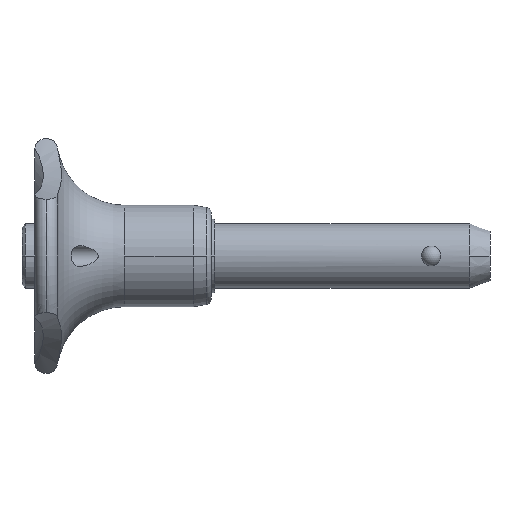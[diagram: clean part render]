
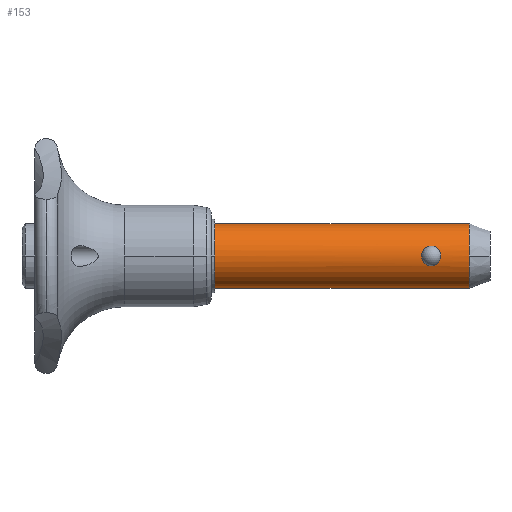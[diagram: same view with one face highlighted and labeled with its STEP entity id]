
A CAD part, left-side view. The second image highlights one B-rep face of the part: STEP entity #153.
In plain terms, the highlighted cylindrical face has radius 3.969 mm (diameter 7.938 mm), a partial arc.
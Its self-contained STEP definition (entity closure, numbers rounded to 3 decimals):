
#153=ADVANCED_FACE('',(#319,#320),#321,.T.);
#319=FACE_OUTER_BOUND('',#491,.T.);
#320=FACE_BOUND('',#492,.T.);
#321=CYLINDRICAL_SURFACE('',#493,3.969);
#491=EDGE_LOOP('',(#928,#929,#930,#931,#932));
#492=EDGE_LOOP('',(#933,#934));
#493=AXIS2_PLACEMENT_3D('',#935,#936,#937);
#928=ORIENTED_EDGE('',*,*,#1212,.F.);
#929=ORIENTED_EDGE('',*,*,#1238,.T.);
#930=ORIENTED_EDGE('',*,*,#1086,.T.);
#931=ORIENTED_EDGE('',*,*,#1213,.F.);
#932=ORIENTED_EDGE('',*,*,#1159,.F.);
#933=ORIENTED_EDGE('',*,*,#1079,.T.);
#934=ORIENTED_EDGE('',*,*,#1080,.T.);
#935=CARTESIAN_POINT('',(0.,-16.891,0.0));
#936=DIRECTION('',(0.,1.0,0.0));
#937=DIRECTION('',(0.0,0.0,-1.0));
#1079=EDGE_CURVE('',#1302,#1303,#1304,.T.);
#1080=EDGE_CURVE('',#1303,#1302,#1305,.T.);
#1086=EDGE_CURVE('',#1308,#1314,#1316,.T.);
#1159=EDGE_CURVE('',#1443,#1444,#1445,.T.);
#1212=EDGE_CURVE('',#1516,#1443,#1517,.T.);
#1213=EDGE_CURVE('',#1444,#1314,#1518,.T.);
#1238=EDGE_CURVE('',#1516,#1308,#1544,.T.);
#1302=VERTEX_POINT('',#1828);
#1303=VERTEX_POINT('',#1829);
#1304=B_SPLINE_CURVE_WITH_KNOTS('',3,(#1830,#1831,#1832,#1833,#1834,#1835,#1836,#1837,#1838,#1839,#1840,#1841,#1842,#1843,#1844,#1845,#1846,#1847,#1848,#1849,#1850,#1851,#1852,#1853,#1854,#1855),.UNSPECIFIED.,.F.,.F.,(4,2,2,2,2,2,2,2,2,2,2,2,4),(0.0,0.401,0.802,0.988,1.174,1.485,1.795,2.106,2.416,2.603,2.789,3.19,3.59),.UNSPECIFIED.);
#1305=B_SPLINE_CURVE_WITH_KNOTS('',3,(#1856,#1857,#1858,#1859,#1860,#1861,#1862,#1863,#1864,#1865,#1866,#1867,#1868,#1869,#1870,#1871,#1872,#1873,#1874,#1875,#1876,#1877,#1878,#1879,#1880,#1881),.UNSPECIFIED.,.F.,.F.,(4,2,2,2,2,2,2,2,2,2,2,2,4),(3.59,3.991,4.392,4.578,4.764,5.075,5.386,5.696,6.007,6.193,6.379,6.78,7.181),.UNSPECIFIED.);
#1308=VERTEX_POINT('',#1884);
#1314=VERTEX_POINT('',#1892);
#1316=CIRCLE('',#1894,3.969);
#1443=VERTEX_POINT('',#2568);
#1444=VERTEX_POINT('',#2569);
#1445=CIRCLE('',#2570,3.969);
#1516=VERTEX_POINT('',#3216);
#1517=LINE('',#3217,#3218);
#1518=LINE('',#3219,#3220);
#1544=CIRCLE('',#3305,3.969);
#1828=CARTESIAN_POINT('',(-3.776,-26.564,1.222));
#1829=CARTESIAN_POINT('',(-3.776,-26.564,-1.222));
#1830=CARTESIAN_POINT('',(-3.776,-26.564,1.222));
#1831=CARTESIAN_POINT('',(-3.776,-26.697,1.222));
#1832=CARTESIAN_POINT('',(-3.784,-26.84,1.197));
#1833=CARTESIAN_POINT('',(-3.815,-27.104,1.095));
#1834=CARTESIAN_POINT('',(-3.837,-27.226,1.018));
#1835=CARTESIAN_POINT('',(-3.868,-27.369,0.889));
#1836=CARTESIAN_POINT('',(-3.879,-27.416,0.841));
#1837=CARTESIAN_POINT('',(-3.9,-27.499,0.736));
#1838=CARTESIAN_POINT('',(-3.911,-27.536,0.68));
#1839=CARTESIAN_POINT('',(-3.933,-27.617,0.536));
#1840=CARTESIAN_POINT('',(-3.947,-27.659,0.432));
#1841=CARTESIAN_POINT('',(-3.964,-27.715,0.216));
#1842=CARTESIAN_POINT('',(-3.969,-27.728,0.104));
#1843=CARTESIAN_POINT('',(-3.969,-27.728,-0.104));
#1844=CARTESIAN_POINT('',(-3.964,-27.715,-0.216));
#1845=CARTESIAN_POINT('',(-3.947,-27.659,-0.432));
#1846=CARTESIAN_POINT('',(-3.933,-27.617,-0.536));
#1847=CARTESIAN_POINT('',(-3.911,-27.536,-0.68));
#1848=CARTESIAN_POINT('',(-3.9,-27.499,-0.736));
#1849=CARTESIAN_POINT('',(-3.879,-27.416,-0.841));
#1850=CARTESIAN_POINT('',(-3.868,-27.369,-0.889));
#1851=CARTESIAN_POINT('',(-3.837,-27.226,-1.018));
#1852=CARTESIAN_POINT('',(-3.815,-27.104,-1.095));
#1853=CARTESIAN_POINT('',(-3.784,-26.84,-1.197));
#1854=CARTESIAN_POINT('',(-3.776,-26.697,-1.222));
#1855=CARTESIAN_POINT('',(-3.776,-26.564,-1.222));
#1856=CARTESIAN_POINT('',(-3.776,-26.564,-1.222));
#1857=CARTESIAN_POINT('',(-3.776,-26.43,-1.222));
#1858=CARTESIAN_POINT('',(-3.784,-26.288,-1.197));
#1859=CARTESIAN_POINT('',(-3.815,-26.024,-1.095));
#1860=CARTESIAN_POINT('',(-3.837,-25.902,-1.018));
#1861=CARTESIAN_POINT('',(-3.868,-25.758,-0.889));
#1862=CARTESIAN_POINT('',(-3.879,-25.712,-0.841));
#1863=CARTESIAN_POINT('',(-3.9,-25.628,-0.736));
#1864=CARTESIAN_POINT('',(-3.911,-25.591,-0.68));
#1865=CARTESIAN_POINT('',(-3.933,-25.511,-0.536));
#1866=CARTESIAN_POINT('',(-3.947,-25.468,-0.432));
#1867=CARTESIAN_POINT('',(-3.964,-25.413,-0.216));
#1868=CARTESIAN_POINT('',(-3.969,-25.4,-0.104));
#1869=CARTESIAN_POINT('',(-3.969,-25.4,0.104));
#1870=CARTESIAN_POINT('',(-3.964,-25.413,0.216));
#1871=CARTESIAN_POINT('',(-3.947,-25.468,0.432));
#1872=CARTESIAN_POINT('',(-3.933,-25.511,0.536));
#1873=CARTESIAN_POINT('',(-3.911,-25.591,0.68));
#1874=CARTESIAN_POINT('',(-3.9,-25.628,0.736));
#1875=CARTESIAN_POINT('',(-3.879,-25.712,0.841));
#1876=CARTESIAN_POINT('',(-3.868,-25.758,0.889));
#1877=CARTESIAN_POINT('',(-3.837,-25.902,1.018));
#1878=CARTESIAN_POINT('',(-3.815,-26.024,1.095));
#1879=CARTESIAN_POINT('',(-3.784,-26.288,1.197));
#1880=CARTESIAN_POINT('',(-3.776,-26.43,1.222));
#1881=CARTESIAN_POINT('',(-3.776,-26.564,1.222));
#1884=CARTESIAN_POINT('',(-3.969,-31.267,0.));
#1892=CARTESIAN_POINT('',(0.,-31.267,3.969));
#1894=AXIS2_PLACEMENT_3D('',#3364,#3365,#3366);
#2568=CARTESIAN_POINT('',(0.,0.0,-3.969));
#2569=CARTESIAN_POINT('',(0.,0.,3.969));
#2570=AXIS2_PLACEMENT_3D('',#3476,#3477,#3478);
#3216=CARTESIAN_POINT('',(0.,-31.267,-3.969));
#3217=CARTESIAN_POINT('',(0.,-16.891,-3.969));
#3218=VECTOR('',#3532,1.0);
#3219=CARTESIAN_POINT('',(0.,-16.891,3.969));
#3220=VECTOR('',#3533,1.0);
#3305=AXIS2_PLACEMENT_3D('',#3548,#3549,#3550);
#3364=CARTESIAN_POINT('',(0.,-31.267,0.0));
#3365=DIRECTION('',(0.,1.0,0.));
#3366=DIRECTION('',(0.,0.,-1.0));
#3476=CARTESIAN_POINT('',(0.,0.0,0.0));
#3477=DIRECTION('',(0.,1.0,0.0));
#3478=DIRECTION('',(0.0,0.0,-1.0));
#3532=DIRECTION('',(0.,1.0,0.0));
#3533=DIRECTION('',(0.,-1.0,-0.0));
#3548=CARTESIAN_POINT('',(0.,-31.267,0.0));
#3549=DIRECTION('',(0.,1.0,0.));
#3550=DIRECTION('',(0.,0.,-1.0));
